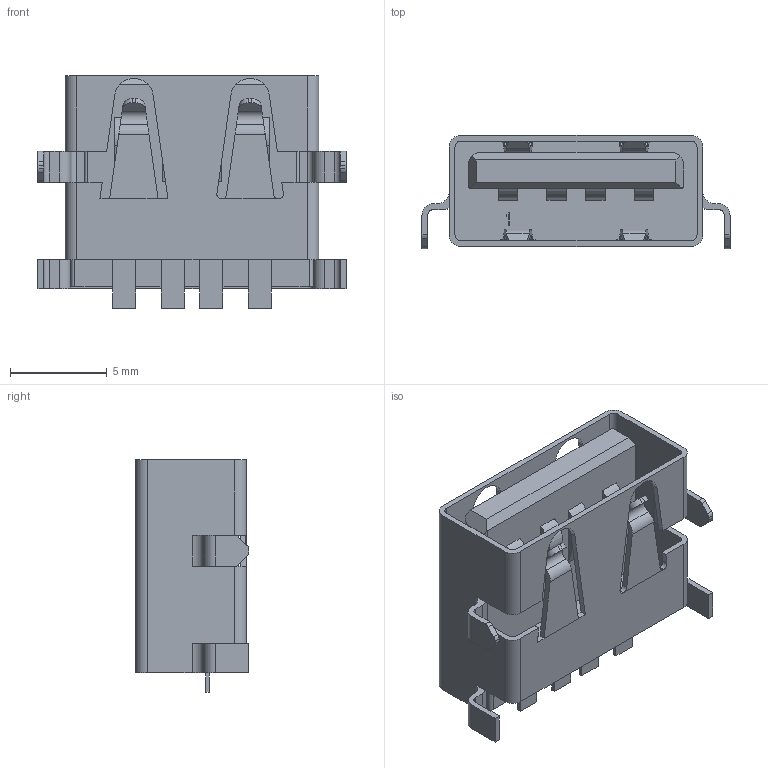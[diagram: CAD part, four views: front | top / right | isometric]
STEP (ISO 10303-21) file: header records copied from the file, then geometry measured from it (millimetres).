
FILE_DESCRIPTION (( 'STEP AP214' ), '1' );
FILE_NAME ('C15B3CD5-186A-4B6A-B2DA-41C319F75641.STEP', '2023-02-07T21:43:18', ( '' ), ( '' ), 'SwSTEP 2.0', 'SolidWorks 2022', '' );
FILE_SCHEMA (( 'AUTOMOTIVE_DESIGN' ));
Length unit declared in the file: millimetre
Products named in the file (1): C15B3CD5-186A-4B6A-B2DA-41C319F75641
Bounding box: 15.9 x 5.85 x 12 mm (x, y, z)
Volume: 417.6 mm3; surface area: 1066.9 mm2
Topology: 1 solids, 1 shells, 246 faces, 693 edges, 452 vertices
Faces by surface type: plane 158, cylinder 88
Entity records: 8437 total; most frequent: CARTESIAN_POINT 1596, ORIENTED_EDGE 1386, DIRECTION 1241, EDGE_CURVE 693, VECTOR 503, LINE 503, VERTEX_POINT 452, AXIS2_PLACEMENT_3D 369
